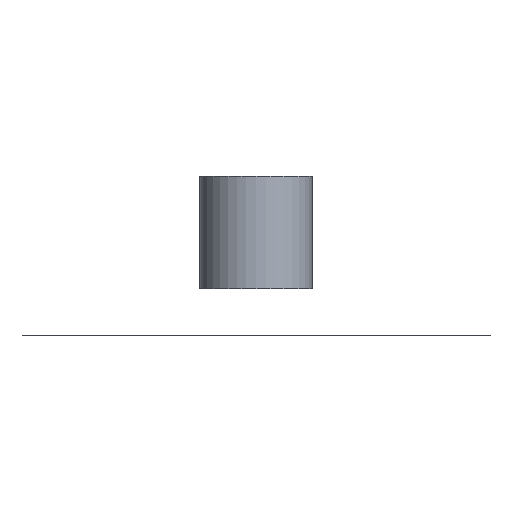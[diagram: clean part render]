
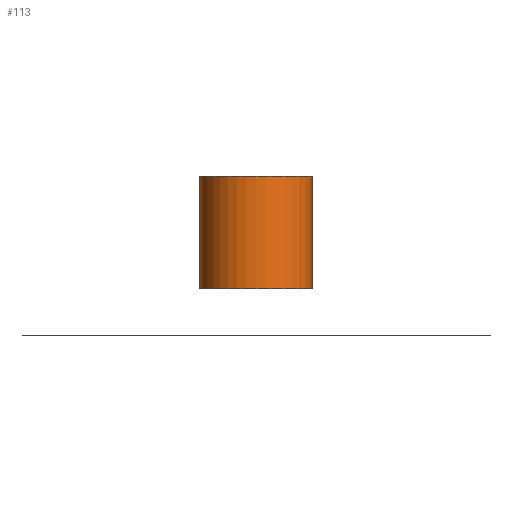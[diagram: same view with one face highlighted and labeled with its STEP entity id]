
A CAD part, left-side view. The second image highlights one B-rep face of the part: STEP entity #113.
In plain terms, the highlighted cylindrical face has radius 6 mm (diameter 12 mm), a full revolution.
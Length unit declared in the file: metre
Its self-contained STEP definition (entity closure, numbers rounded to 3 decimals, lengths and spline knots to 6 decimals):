
#113=ADVANCED_FACE('0:73',(#188),#189,.T.);
#115=EDGE_CURVE('0:76',#191,#191,#192,.T.);
#117=EDGE_CURVE('0:82',#194,#194,#195,.T.);
#119=EDGE_CURVE('0:79',#194,#191,#197,.T.);
#188=FACE_OUTER_BOUND('',#240,.T.);
#189=CYLINDRICAL_SURFACE('',#241,0.006);
#191=VERTEX_POINT('',#244);
#192=CIRCLE('',#245,0.006);
#194=VERTEX_POINT('',#248);
#195=CIRCLE('',#249,0.006);
#197=LINE('',#252,#253);
#240=EDGE_LOOP('',(#280,#281,#282,#283));
#241=AXIS2_PLACEMENT_3D('',#284,#285,#286);
#244=CARTESIAN_POINT('',(0.006,0.,0.012));
#245=AXIS2_PLACEMENT_3D('',#287,#288,#289);
#248=CARTESIAN_POINT('',(0.006,0.,0.0));
#249=AXIS2_PLACEMENT_3D('',#290,#291,#292);
#252=CARTESIAN_POINT('',(0.006,0.,0.0));
#253=VECTOR('',#293,1.0);
#280=ORIENTED_EDGE('',*,*,#117,.T.);
#281=ORIENTED_EDGE('',*,*,#119,.T.);
#282=ORIENTED_EDGE('',*,*,#115,.F.);
#283=ORIENTED_EDGE('',*,*,#119,.F.);
#284=CARTESIAN_POINT('',(0.0,0.0,0.0));
#285=DIRECTION('',(0.0,0.0,-1.0));
#286=DIRECTION('',(1.0,0.0,0.0));
#287=CARTESIAN_POINT('',(0.0,0.0,0.012));
#288=DIRECTION('',(0.0,0.0,1.0));
#289=DIRECTION('',(1.0,0.0,-0.0));
#290=CARTESIAN_POINT('',(0.0,0.0,0.0));
#291=DIRECTION('',(0.0,0.0,1.0));
#292=DIRECTION('',(1.0,0.0,-0.0));
#293=DIRECTION('',(0.0,0.0,1.0));
